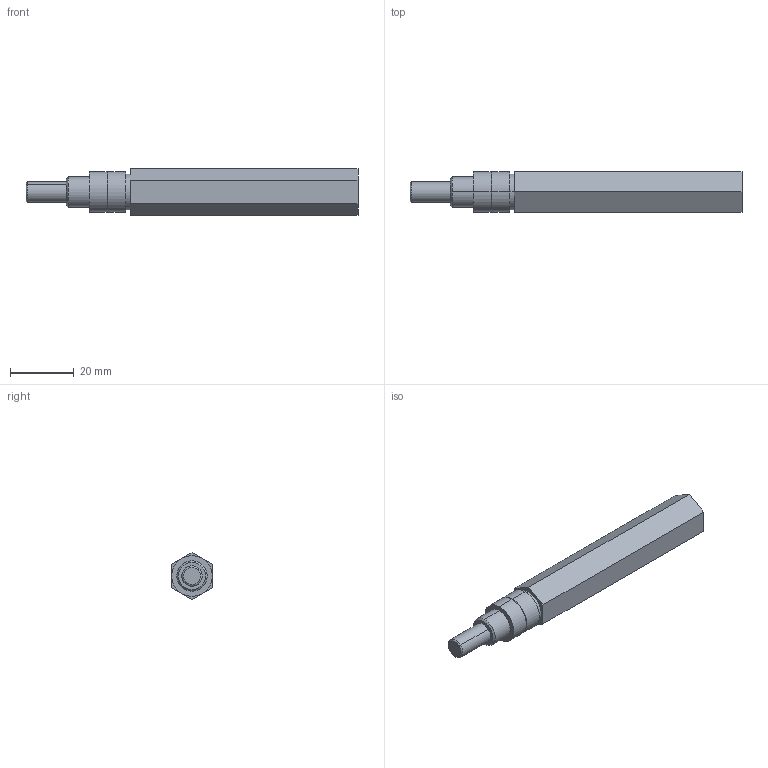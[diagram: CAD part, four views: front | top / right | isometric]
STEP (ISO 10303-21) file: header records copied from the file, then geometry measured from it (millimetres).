
FILE_DESCRIPTION (( 'STEP AP203' ), '1' );
FILE_NAME ('am-4729_mag am-4729_pin ToughBox S Short Hex Output Shaft.STEP', '2023-02-15T20:17:59', ( '' ), ( '' ), 'SwSTEP 2.0', 'SolidWorks 2022', '' );
FILE_SCHEMA (( 'CONFIG_CONTROL_DESIGN' ));
Length unit declared in the file: inch
Products named in the file (3): am-4729 ToughBox E Short Hex Output Shaft; 250x1000_dowel; am-4729_mag am-4729_pin ToughBox S Short Hex Output Shaft
Assembly tree (2 placements, depth 2):
  am-4729_mag am-4729_pin ToughBox S Short Hex Output Shaft
    am-4729 ToughBox E Short Hex Output Shaft
    250x1000_dowel
Bounding box: 104.14 x 12.7 x 14.66 mm (x, y, z)
Volume: 12045.6 mm3; surface area: 5323.4 mm2
Topology: 2 solids, 2 shells, 41 faces, 86 edges, 50 vertices
Faces by surface type: cylinder 14, plane 13, torus 8, cone 6
Entity records: 1379 total; most frequent: DIRECTION 218, CARTESIAN_POINT 178, ORIENTED_EDGE 164, AXIS2_PLACEMENT_3D 90, EDGE_CURVE 82, VERTEX_POINT 50, EDGE_LOOP 46, CIRCLE 44
